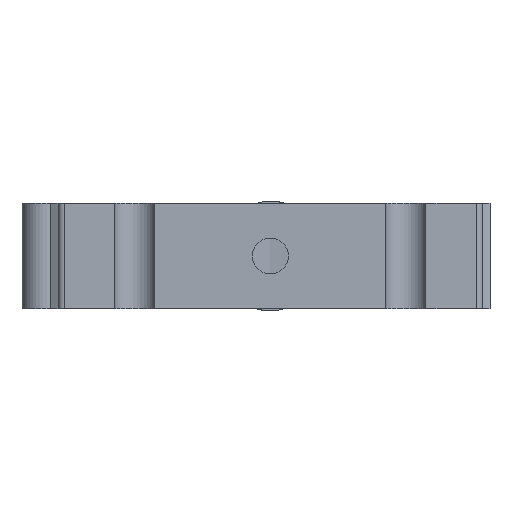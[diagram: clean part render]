
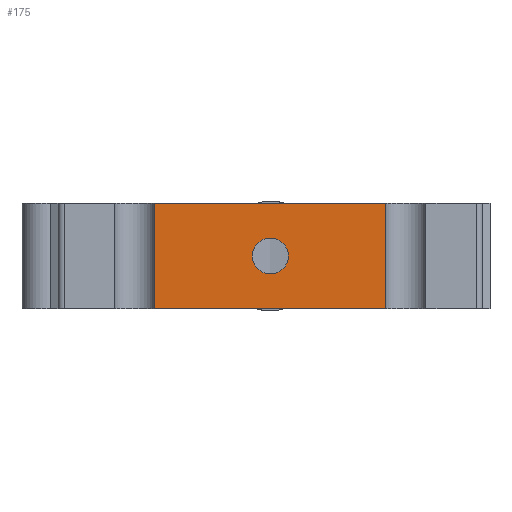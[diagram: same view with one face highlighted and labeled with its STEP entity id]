
A CAD part, front view. The second image highlights one B-rep face of the part: STEP entity #175.
In plain terms, the highlighted planar face has unit normal (0, -1, 0).
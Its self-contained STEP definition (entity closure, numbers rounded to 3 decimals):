
#175 = ADVANCED_FACE( '', ( #439, #440 ), #441, .F. );
#439 = FACE_BOUND( '', #790, .T. );
#440 = FACE_OUTER_BOUND( '', #791, .T. );
#441 = PLANE( '', #792 );
#790 = EDGE_LOOP( '', ( #1242 ) );
#791 = EDGE_LOOP( '', ( #1243, #1244, #1245, #1246 ) );
#792 = AXIS2_PLACEMENT_3D( '', #1247, #1248, #1249 );
#1242 = ORIENTED_EDGE( '', *, *, #2184, .F. );
#1243 = ORIENTED_EDGE( '', *, *, #2266, .T. );
#1244 = ORIENTED_EDGE( '', *, *, #2267, .F. );
#1245 = ORIENTED_EDGE( '', *, *, #2268, .F. );
#1246 = ORIENTED_EDGE( '', *, *, #2269, .T. );
#1247 = CARTESIAN_POINT( '', ( -27.35, -57.5, 12.5 ) );
#1248 = DIRECTION( '', ( 0., 1., 0. ) );
#1249 = DIRECTION( '', ( -1., 0., 0. ) );
#2184 = EDGE_CURVE( '', #2631, #2631, #2632, .T. );
#2266 = EDGE_CURVE( '', #2773, #2774, #2775, .T. );
#2267 = EDGE_CURVE( '', #2776, #2774, #2777, .T. );
#2268 = EDGE_CURVE( '', #2778, #2776, #2779, .T. );
#2269 = EDGE_CURVE( '', #2778, #2773, #2780, .T. );
#2631 = VERTEX_POINT( '', #3280 );
#2632 = CIRCLE( '', #3281, 4.25 );
#2773 = VERTEX_POINT( '', #3514 );
#2774 = VERTEX_POINT( '', #3515 );
#2775 = LINE( '', #3516, #3517 );
#2776 = VERTEX_POINT( '', #3518 );
#2777 = LINE( '', #3519, #3520 );
#2778 = VERTEX_POINT( '', #3521 );
#2779 = LINE( '', #3522, #3523 );
#2780 = LINE( '', #3524, #3525 );
#3280 = CARTESIAN_POINT( '', ( 0., -57.5, -4.25 ) );
#3281 = AXIS2_PLACEMENT_3D( '', #4353, #4354, #4355 );
#3514 = CARTESIAN_POINT( '', ( -27.35, -57.5, -12.5 ) );
#3515 = CARTESIAN_POINT( '', ( 27.35, -57.5, -12.5 ) );
#3516 = CARTESIAN_POINT( '', ( -27.35, -57.5, -12.5 ) );
#3517 = VECTOR( '', #4456, 1000. );
#3518 = CARTESIAN_POINT( '', ( 27.35, -57.5, 12.5 ) );
#3519 = CARTESIAN_POINT( '', ( 27.35, -57.5, 12.5 ) );
#3520 = VECTOR( '', #4457, 1000. );
#3521 = CARTESIAN_POINT( '', ( -27.35, -57.5, 12.5 ) );
#3522 = CARTESIAN_POINT( '', ( -27.35, -57.5, 12.5 ) );
#3523 = VECTOR( '', #4458, 1000. );
#3524 = CARTESIAN_POINT( '', ( -27.35, -57.5, 12.5 ) );
#3525 = VECTOR( '', #4459, 1000. );
#4353 = CARTESIAN_POINT( '', ( 0., -57.5, 0. ) );
#4354 = DIRECTION( '', ( 0., -1., 0. ) );
#4355 = DIRECTION( '', ( 0., 0., -1. ) );
#4456 = DIRECTION( '', ( 1., 0., 0. ) );
#4457 = DIRECTION( '', ( 0., 0., -1. ) );
#4458 = DIRECTION( '', ( 1., 0., 0. ) );
#4459 = DIRECTION( '', ( 0., 0., -1. ) );
